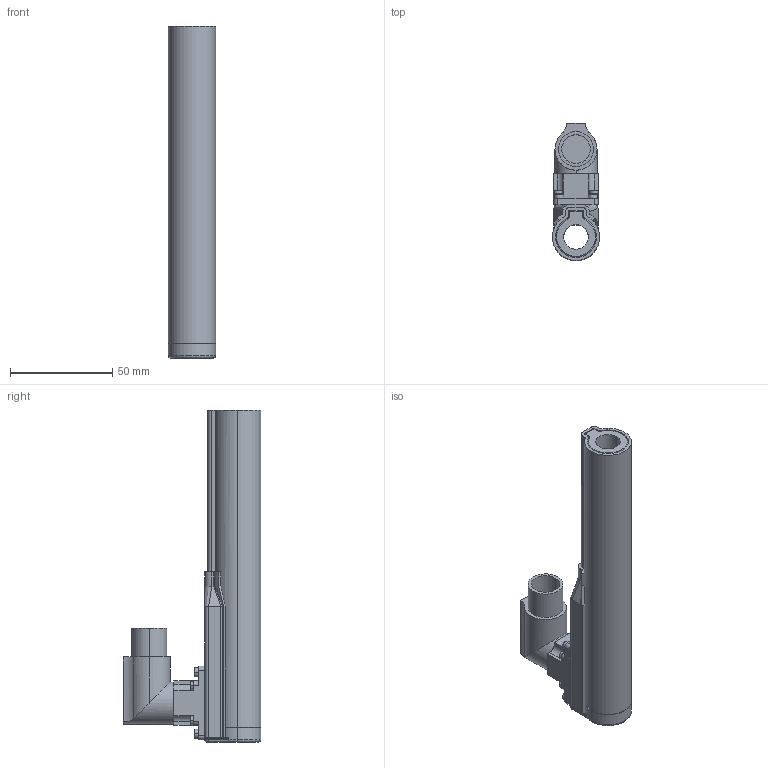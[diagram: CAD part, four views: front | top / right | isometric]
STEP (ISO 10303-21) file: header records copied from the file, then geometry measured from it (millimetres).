
FILE_DESCRIPTION (( 'STEP AP214' ), '1' );
FILE_NAME ('PS01-23x80-R_Assembly.STEP', '2005-09-15T13:50:14', ( ' ' ), ( ' ' ), 'SwSTEP 2.0', 'SolidWorks 2005037', '' );
FILE_SCHEMA (( 'AUTOMOTIVE_DESIGN' ));
Length unit declared in the file: millimetre
Products named in the file (3): PS01-23x80-R_Assembly; PS01-23-R_PS01-23x80-R_Connector; PS01-23-R_PS01-23x80-R_Stator
Assembly tree (2 placements, depth 2):
  PS01-23x80-R_Assembly
    PS01-23-R_PS01-23x80-R_Connector
    PS01-23-R_PS01-23x80-R_Stator
Bounding box: 23 x 67.25 x 162 mm (x, y, z)
Volume: 82380.8 mm3; surface area: 26840.9 mm2
Topology: 2 solids, 2 shells, 184 faces, 446 edges, 276 vertices
Faces by surface type: cylinder 78, plane 77, cone 12, torus 9, bspline 8
Entity records: 5879 total; most frequent: CARTESIAN_POINT 1083, DIRECTION 976, ORIENTED_EDGE 888, EDGE_CURVE 444, AXIS2_PLACEMENT_3D 361, VERTEX_POINT 276, LINE 254, VECTOR 254
